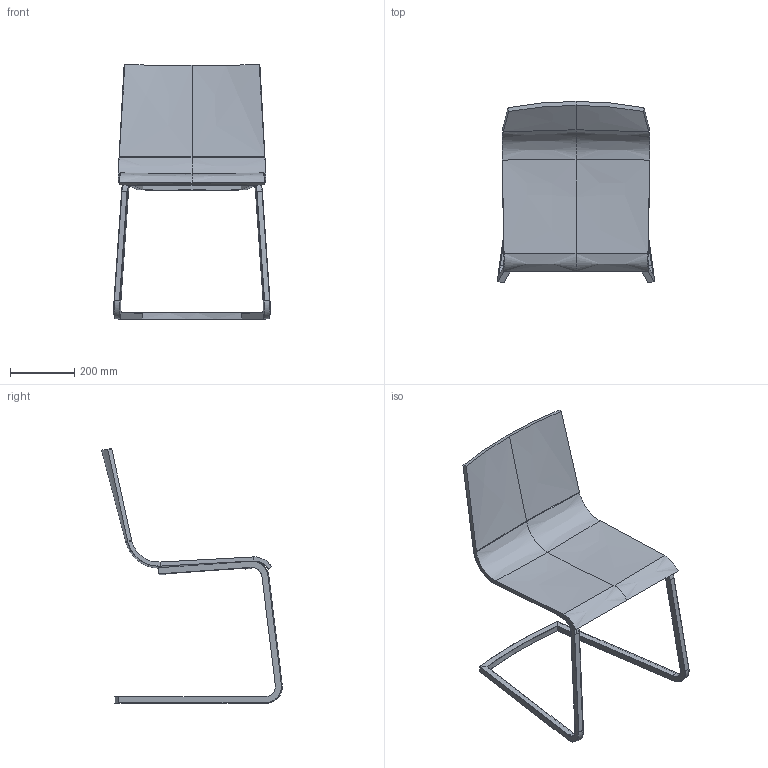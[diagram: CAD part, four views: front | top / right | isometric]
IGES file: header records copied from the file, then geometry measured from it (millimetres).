
Start section:  PTC IGES file: 1123_plywood_shell_PROD_RELEASE.igs
Global section: file name: 93H1123_Camber.igs; native system: Rhinoceros ( Jun 15 2005 ); preprocessor: Trout Lake IGES 012 Jun 15 2005; date: 070924.190204; units: inch
Bounding box: 488.05 x 563.36 x 792.96 mm (x, y, z)
Surface area: 1240525.3 mm2 (no closed solid volume)
Topology: 0 solids, 0 shells, 152 faces, 1186 edges, 1186 vertices
Faces by surface type: bspline 152
